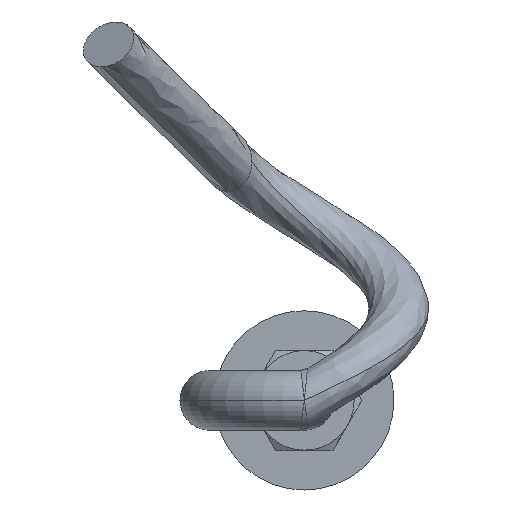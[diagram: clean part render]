
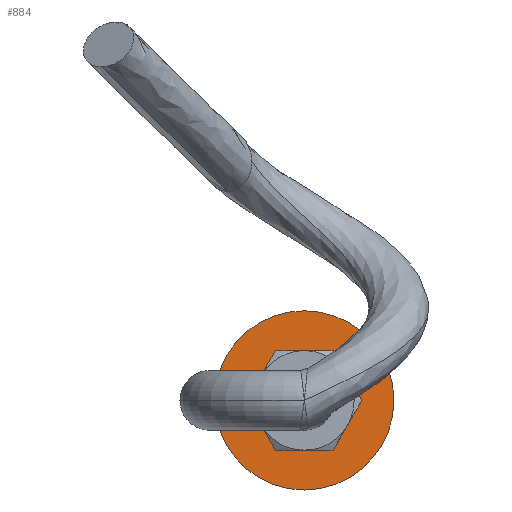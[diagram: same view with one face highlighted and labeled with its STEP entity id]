
A CAD part, front view. The second image highlights one B-rep face of the part: STEP entity #884.
In plain terms, the highlighted face is planar.
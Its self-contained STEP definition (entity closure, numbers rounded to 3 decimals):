
#15 = DIRECTION ( 'NONE',  ( 0., 0., 1. ) ) ;
#108 = AXIS2_PLACEMENT_3D ( 'NONE', #129, #2024, #984 ) ;
#129 = CARTESIAN_POINT ( 'NONE',  ( -1.6, 0., 0. ) ) ;
#172 = AXIS2_PLACEMENT_3D ( 'NONE', #1270, #246, #1440 ) ;
#246 = DIRECTION ( 'NONE',  ( -1., 0., 0. ) ) ;
#250 = PLANE ( 'NONE',  #561 ) ;
#298 = EDGE_CURVE ( 'NONE', #1272, #1059, #1135, .T. ) ;
#334 = CIRCLE ( 'NONE', #2008, 3.2 ) ;
#401 = DIRECTION ( 'NONE',  ( -1., 0., 0. ) ) ;
#410 = DIRECTION ( 'NONE',  ( 0., 0., -1. ) ) ;
#446 = CIRCLE ( 'NONE', #172, 9. ) ;
#457 = FACE_OUTER_BOUND ( 'NONE', #2158, .T. ) ;
#558 = CARTESIAN_POINT ( 'NONE',  ( -1.6, 0., 0. ) ) ;
#561 = AXIS2_PLACEMENT_3D ( 'NONE', #928, #1268, #410 ) ;
#793 = CIRCLE ( 'NONE', #1550, 9. ) ;
#808 = FACE_BOUND ( 'NONE', #1602, .T. ) ;
#828 = ORIENTED_EDGE ( 'NONE', *, *, #1977, .T. ) ;
#884 = ADVANCED_FACE ( 'NONE', ( #808, #457 ), #250, .F. ) ;
#896 = CARTESIAN_POINT ( 'NONE',  ( -1.6, 0., 3.2 ) ) ;
#928 = CARTESIAN_POINT ( 'NONE',  ( -1.6, 9., 0. ) ) ;
#974 = ORIENTED_EDGE ( 'NONE', *, *, #1820, .T. ) ;
#984 = DIRECTION ( 'NONE',  ( 0., 0., 1. ) ) ;
#1040 = DIRECTION ( 'NONE',  ( -1., 0., 0. ) ) ;
#1059 = VERTEX_POINT ( 'NONE', #896 ) ;
#1135 = CIRCLE ( 'NONE', #108, 3.2 ) ;
#1268 = DIRECTION ( 'NONE',  ( 1., 0., 0. ) ) ;
#1270 = CARTESIAN_POINT ( 'NONE',  ( -1.6, 0., 0. ) ) ;
#1272 = VERTEX_POINT ( 'NONE', #2133 ) ;
#1427 = CARTESIAN_POINT ( 'NONE',  ( -1.6, 0., 0. ) ) ;
#1440 = DIRECTION ( 'NONE',  ( 0., 0., 1. ) ) ;
#1550 = AXIS2_PLACEMENT_3D ( 'NONE', #558, #1040, #15 ) ;
#1574 = CARTESIAN_POINT ( 'NONE',  ( -1.6, 0., 9. ) ) ;
#1582 = CARTESIAN_POINT ( 'NONE',  ( -1.6, 0., -9. ) ) ;
#1602 = EDGE_LOOP ( 'NONE', ( #1962, #2000 ) ) ;
#1604 = DIRECTION ( 'NONE',  ( 0., 0., 1. ) ) ;
#1820 = EDGE_CURVE ( 'NONE', #2165, #1990, #446, .T. ) ;
#1962 = ORIENTED_EDGE ( 'NONE', *, *, #2097, .F. ) ;
#1977 = EDGE_CURVE ( 'NONE', #1990, #2165, #793, .T. ) ;
#1990 = VERTEX_POINT ( 'NONE', #1582 ) ;
#2000 = ORIENTED_EDGE ( 'NONE', *, *, #298, .F. ) ;
#2008 = AXIS2_PLACEMENT_3D ( 'NONE', #1427, #401, #1604 ) ;
#2024 = DIRECTION ( 'NONE',  ( -1., 0., 0. ) ) ;
#2097 = EDGE_CURVE ( 'NONE', #1059, #1272, #334, .T. ) ;
#2133 = CARTESIAN_POINT ( 'NONE',  ( -1.6, 0., -3.2 ) ) ;
#2158 = EDGE_LOOP ( 'NONE', ( #974, #828 ) ) ;
#2165 = VERTEX_POINT ( 'NONE', #1574 ) ;
